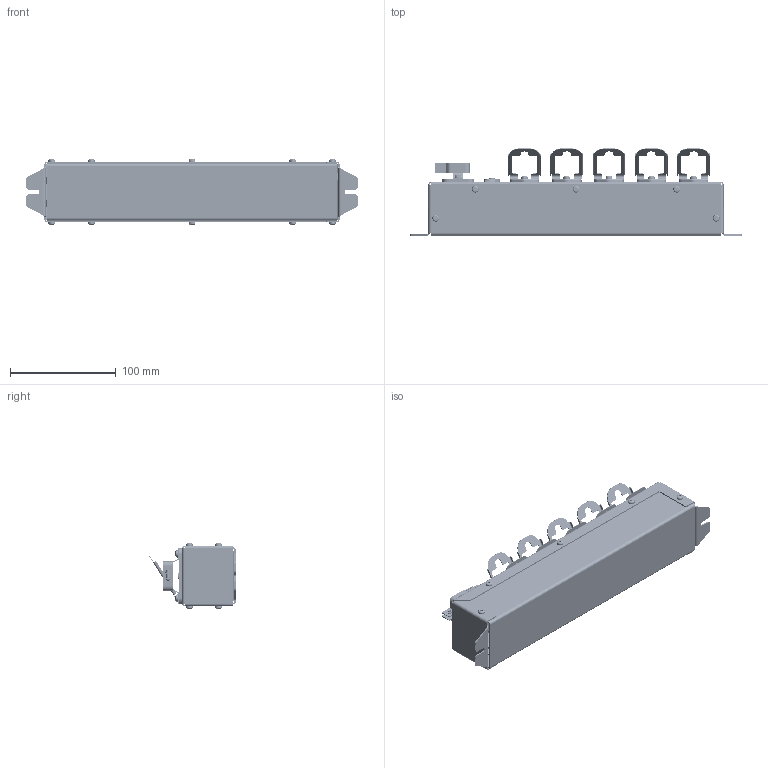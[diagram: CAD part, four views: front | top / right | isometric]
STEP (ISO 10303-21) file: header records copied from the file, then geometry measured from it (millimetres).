
FILE_DESCRIPTION((''),'2;1');
FILE_NAME('852J2E01_R2_5-POS_APS_W-CL_ASM','2017-11-06T',('Tim Linahon'),(''),'PRO/ENGINEER BY PARAMETRIC TECHNOLOGY CORPORATION, 2011330','PRO/ENGINEER BY PARAMETRIC TECHNOLOGY CORPORATION, 2011330','');
FILE_SCHEMA(('CONFIG_CONTROL_DESIGN'));
Products named in the file (24): 55001101_TOP-FAB; 55001101_GRDTAB; 55001101_ASM; 83030400_C20_INLET; 83030400_C20_GRNDPIN_INLET; 83030400_C20_NPIN_INLET; 83030400_ASM; 85910051_CORDLOCK; 85910051_CORDLOCK_SCREW; 85910051_ASM; 55010504; 55020610_R5_SHEET-F_SOLD-546440; 55020610_R5_SHEET-F_SOLD-546870_ASM; PART-NUMBER-INSERT_83030610; 68024030_R6_SHEET-F_SCREW-MNT_F; 68024040_R2_SHEET-F_SCREW-MNT_F_ASM; 83030610_R2_SHEET-F_SCREW-MNT_ASM; 85910510_D; 55000951_BOTTFAB; 55000951_GRDTAB; 55000951_ASM; 51610080; 55010500; 852J2E01_R2_5-POS_APS_W-CL_ASM
Assembly tree (56 placements, depth 4):
  852J2E01_R2_5-POS_APS_W-CL_ASM
    55001101_ASM
      55001101_TOP-FAB
      55001101_GRDTAB  x3
    83030400_ASM
      83030400_C20_INLET
      83030400_C20_GRNDPIN_INLET
      83030400_C20_NPIN_INLET  x2
    85910051_ASM
      85910051_CORDLOCK
      85910051_CORDLOCK_SCREW
    55010504  x12
    83030610_R2_SHEET-F_SCREW-MNT_ASM  x5
      55020610_R5_SHEET-F_SOLD-546870_ASM
        55020610_R5_SHEET-F_SOLD-546440  x3
      68024040_R2_SHEET-F_SCREW-MNT_F_ASM
        PART-NUMBER-INSERT_83030610
        68024030_R6_SHEET-F_SCREW-MNT_F
    85910510_D  x5
    55000951_ASM
      55000951_BOTTFAB
      55000951_GRDTAB
    51610080
    55010500  x10
Bounding box: 314.01 x 82.57 x 61.72 mm (x, y, z)
Volume: 151743.4 mm3; surface area: 225204.5 mm2
Topology: 65 solids, 65 shells, 11077 faces, 31003 edges, 20476 vertices
Faces by surface type: plane 8507, cylinder 1979, torus 220, extrusion 145, bspline 128, cone 92, sphere 6
Entity records: 88597 total; most frequent: CARTESIAN_POINT 19046, ORIENTED_EDGE 14726, DIRECTION 13795, EDGE_CURVE 7363, VECTOR 5635, LINE 5606, VERTEX_POINT 4806, AXIS2_PLACEMENT_3D 4080
